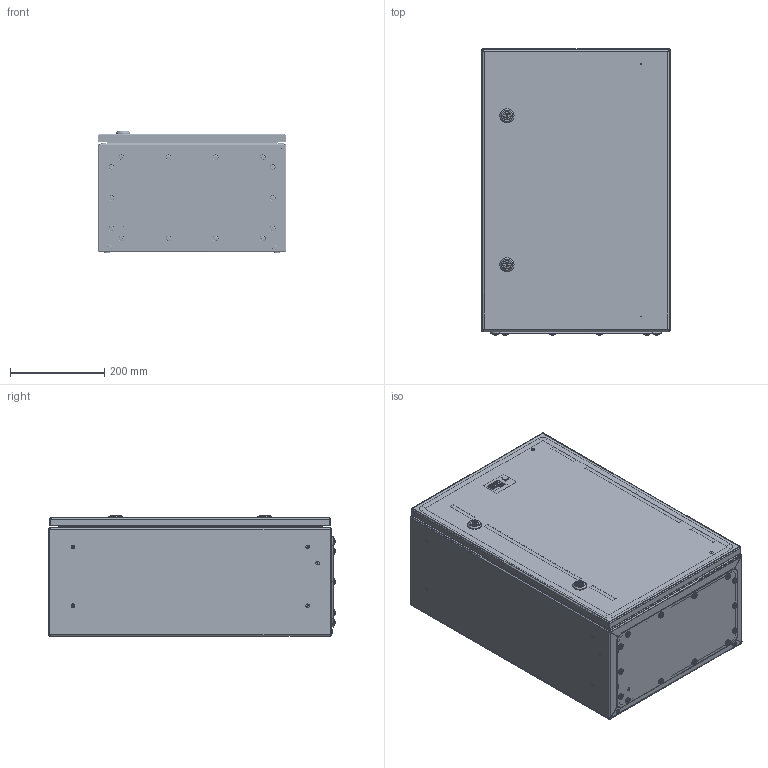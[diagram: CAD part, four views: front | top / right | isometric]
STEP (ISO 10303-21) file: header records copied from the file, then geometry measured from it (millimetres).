
FILE_DESCRIPTION (( 'STEP AP203' ), '1' );
FILE_NAME ('U2990060403 Êîðïóñ UC2M 60.40.25 IP66 (752.000.299).STEP', '2022-04-29T08:00:11', ( '' ), ( '' ), 'SwSTEP 2.0', 'SolidWorks 2017', '' );
FILE_SCHEMA (( 'CONFIG_CONTROL_DESIGN' ));
Length unit declared in the file: millimetre
Products named in the file (38): Øàéáà íåéëîí Ø028_Œ6; Øàéáà íåéëîí Ø028_Œ5; 000.207.186 攜歑罻 UC2_02 (60.40); 嵑殧趌11371_8; 鎔艜_17473_M6x12; Óïëîòíèòåëü ÏÏÓ äâåðêè UC2_21 (60.40); 000.210.363 Îñíîâàíèå äâåðêè UC2_02 (60.40); ﾇ瑟鶴 Mesan 060-1-1-13-33_00; U2990060403 扻豵鵨 UC2M 60.40.25 IP66 (752.000.299); Âòóëêà ïåòëè 4-119 Dirak; Ïåòëÿ 4-119 Dirak_00; Øòèôò ïåòëè 4-119 Dirak; 000.241.255 署赅 UC2_02 (40.25); 蹴濋趌5915_M8; 嵑殧趌6402_8; ч蜱齁罻 ST-6; 蹴濋趌5915_M5; 027-187 署赅 UC2_02 (40.25); Ñòîïîðíàÿ âòóëêà ïåòëè 4-119 Dirak; Óïëîòíèòåëü ÏÏÓ êðûøêè UC2Ì_11 (40.25); 010-326 Ïàíåëü ìîíòàæíàÿ UC2_08 (60.40.25); 008-400 Ñòåíêà ïðîôèëüíàÿ UC2_08 (60.40.25); 040-116 Âèíò ñïåöèàëüíûé ST 4,8x9; ч蜱齁罻 ST-9; Øïèëüêà ðåçüáîâàÿ Ì6_Œ8å30; 012-1795 眈翴錪 鳱歑膱 UC2_02 (60.40); Øïèëüêà çàçåìëåíèÿ CKF CS_Œ6å16; Øïèëüêà ðåçüáîâàÿ Ì6_Œ6å12; 056-273 椯鴀殣罻 UC2_08 (60.40.25); 椻壚樇襝鴀 Mesan 33; 嵑殧趌11371_6; 000.113.105 忺謤僔 UC2_08 (60.40.25); 019-99 Ïëàíêà z-îáðàçíàÿ_01 (60); 003-393 Ñòåíêà íèæíÿÿ UC2_03 (00.40); 扻豵鵨_п-1; Îñíîâàíèå ïåòëè 4-119 Dirak; 嵑殧趌11371_5; 000.241.254 署赅 UC2_02 (40.25)
Assembly tree (116 placements, depth 4):
  U2990060403 扻豵鵨 UC2M 60.40.25 IP66 (752.000.299)
    000.113.105 忺謤僔 UC2_08 (60.40.25)
      008-400 Ñòåíêà ïðîôèëüíàÿ UC2_08 (60.40.25)
      003-393 Ñòåíêà íèæíÿÿ UC2_03 (00.40)
      Øïèëüêà ðåçüáîâàÿ Ì6_Œ8å30  x4
      Øïèëüêà ðåçüáîâàÿ Ì6_Œ6å12  x8
      Øïèëüêà çàçåìëåíèÿ CKF CS_Œ6å16  x2
    000.207.186 攜歑罻 UC2_02 (60.40)
      000.210.363 Îñíîâàíèå äâåðêè UC2_02 (60.40)
        012-1795 眈翴錪 鳱歑膱 UC2_02 (60.40)
        019-99 Ïëàíêà z-îáðàçíàÿ_01 (60)  x2
        Âòóëêà ïåòëè 4-119 Dirak  x2
        Øïèëüêà çàçåìëåíèÿ CKF CS_Œ6å16  x2
      Óïëîòíèòåëü ÏÏÓ äâåðêè UC2_21 (60.40)
      ﾇ瑟鶴 Mesan 060-1-1-13-33_00  x2
        扻豵鵨_п-1
        椻壚樇襝鴀 Mesan 33
        嵑殧趌11371_6
        鎔艜_17473_M6x12
    Ïåòëÿ 4-119 Dirak_00  x2
      Âòóëêà ïåòëè 4-119 Dirak
      Øòèôò ïåòëè 4-119 Dirak
      Îñíîâàíèå ïåòëè 4-119 Dirak
      Ñòîïîðíàÿ âòóëêà ïåòëè 4-119 Dirak
    嵑殧趌11371_5  x4
    Øàéáà íåéëîí Ø028_Œ5  x4
    蹴濋趌5915_M5  x4
    ч蜱齁罻 ST-6  x6
    ч蜱齁罻 ST-9  x4
    010-326 Ïàíåëü ìîíòàæíàÿ UC2_08 (60.40.25)
    蹴濋趌5915_M8  x12
    嵑殧趌11371_8  x4
    嵑殧趌6402_8  x4
    000.241.254 署赅 UC2_02 (40.25)
      000.241.255 署赅 UC2_02 (40.25)
        027-187 署赅 UC2_02 (40.25)
        Øïèëüêà çàçåìëåíèÿ CKF CS_Œ6å16
      Óïëîòíèòåëü ÏÏÓ êðûøêè UC2Ì_11 (40.25)
    040-116 Âèíò ñïåöèàëüíûé ST 4,8x9  x14
    Øàéáà íåéëîí Ø028_Œ6  x14
    056-273 椯鴀殣罻 UC2_08 (60.40.25)
Bounding box: 400.6 x 607.22 x 257.25 mm (x, y, z)
Volume: 2177648.3 mm3; surface area: 2702278.2 mm2
Topology: 115 solids, 117 shells, 5105 faces, 11959 edges, 7276 vertices
Faces by surface type: plane 1787, cylinder 1390, bspline 1132, cone 326, sphere 248, torus 222
Entity records: 109843 total; most frequent: CARTESIAN_POINT 50273, ORIENTED_EDGE 11812, DIRECTION 9319, EDGE_CURVE 5906, VERTEX_POINT 3798, LINE 3469, VECTOR 3469, AXIS2_PLACEMENT_3D 2925
